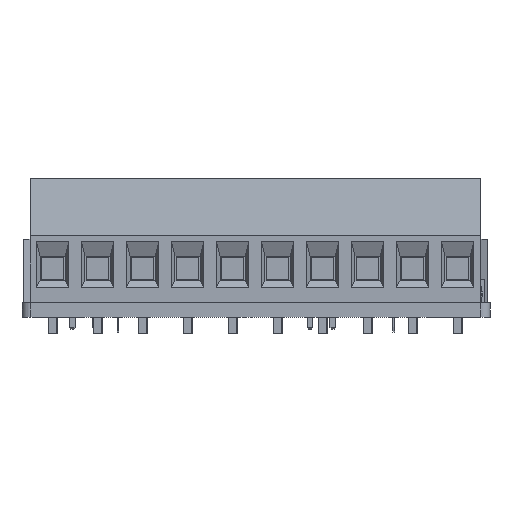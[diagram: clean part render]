
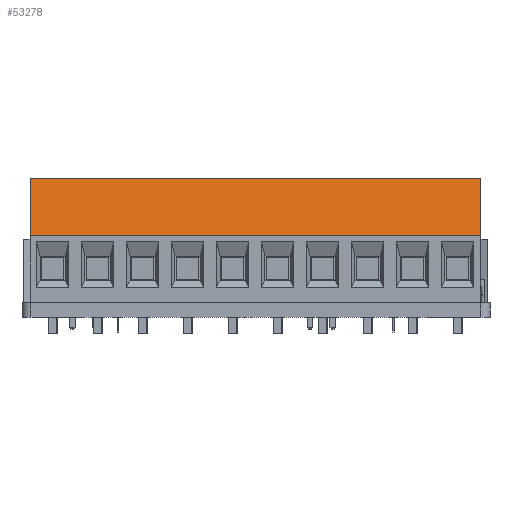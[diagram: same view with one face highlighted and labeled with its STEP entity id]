
A CAD part, front view. The second image highlights one B-rep face of the part: STEP entity #53278.
In plain terms, the highlighted planar face has unit normal (0, -0.974, 0.228).
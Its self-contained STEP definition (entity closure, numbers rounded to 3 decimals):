
#53186 = EDGE_CURVE('',#53187,#53189,#53191,.T.);
#53187 = VERTEX_POINT('',#53188);
#53188 = CARTESIAN_POINT('',(-2.5,-2.6,13.8));
#53189 = VERTEX_POINT('',#53190);
#53190 = CARTESIAN_POINT('',(-2.5,-4.1,7.4));
#53191 = LINE('',#53192,#53193);
#53192 = CARTESIAN_POINT('',(-2.5,-2.6,13.8));
#53193 = VECTOR('',#53194,1.);
#53194 = DIRECTION('',(0.,-0.228,-0.974));
#53278 = ADVANCED_FACE('',(#53279),#53304,.F.);
#53279 = FACE_BOUND('',#53280,.F.);
#53280 = EDGE_LOOP('',(#53281,#53289,#53297,#53303));
#53281 = ORIENTED_EDGE('',*,*,#53282,.T.);
#53282 = EDGE_CURVE('',#53187,#53283,#53285,.T.);
#53283 = VERTEX_POINT('',#53284);
#53284 = CARTESIAN_POINT('',(47.5,-2.6,13.8));
#53285 = LINE('',#53286,#53287);
#53286 = CARTESIAN_POINT('',(-2.5,-2.6,13.8));
#53287 = VECTOR('',#53288,1.);
#53288 = DIRECTION('',(1.,0.,0.));
#53289 = ORIENTED_EDGE('',*,*,#53290,.T.);
#53290 = EDGE_CURVE('',#53283,#53291,#53293,.T.);
#53291 = VERTEX_POINT('',#53292);
#53292 = CARTESIAN_POINT('',(47.5,-4.1,7.4));
#53293 = LINE('',#53294,#53295);
#53294 = CARTESIAN_POINT('',(47.5,-2.6,13.8));
#53295 = VECTOR('',#53296,1.);
#53296 = DIRECTION('',(0.,-0.228,-0.974));
#53297 = ORIENTED_EDGE('',*,*,#53298,.F.);
#53298 = EDGE_CURVE('',#53189,#53291,#53299,.T.);
#53299 = LINE('',#53300,#53301);
#53300 = CARTESIAN_POINT('',(-2.5,-4.1,7.4));
#53301 = VECTOR('',#53302,1.);
#53302 = DIRECTION('',(1.,0.,0.));
#53303 = ORIENTED_EDGE('',*,*,#53186,.F.);
#53304 = PLANE('',#53305);
#53305 = AXIS2_PLACEMENT_3D('',#53306,#53307,#53308);
#53306 = CARTESIAN_POINT('',(-2.5,-2.6,13.8));
#53307 = DIRECTION('',(0.,0.974,-0.228));
#53308 = DIRECTION('',(0.,-0.228,-0.974));
